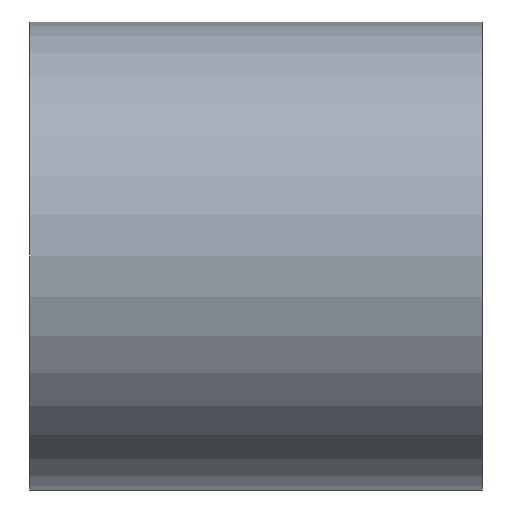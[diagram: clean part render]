
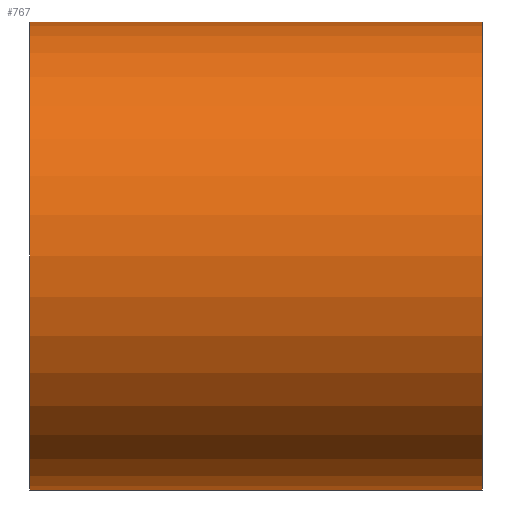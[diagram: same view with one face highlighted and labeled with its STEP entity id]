
A CAD part, left-side view. The second image highlights one B-rep face of the part: STEP entity #767.
In plain terms, the highlighted cylindrical face has radius 3.835 mm (diameter 7.67 mm), a partial arc.
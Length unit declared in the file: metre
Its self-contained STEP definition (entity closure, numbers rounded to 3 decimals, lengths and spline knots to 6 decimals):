
#5=DIRECTION('',(0.,1.,0.));
#6=VECTOR('',#5,0.007417);
#7=CARTESIAN_POINT('',(-0.007544,-0.003709,-0.003835));
#8=LINE('',#7,#6);
#93=CARTESIAN_POINT('',(-0.007544,0.003709,0.));
#94=DIRECTION('',(0.,1.,0.));
#95=DIRECTION('',(0.,0.,-1.));
#96=AXIS2_PLACEMENT_3D('',#93,#94,#95);
#98=CARTESIAN_POINT('',(-0.007544,-0.003709,0.));
#99=DIRECTION('',(0.,-1.,0.));
#100=DIRECTION('',(0.,0.,1.));
#101=AXIS2_PLACEMENT_3D('',#98,#99,#100);
#255=DIRECTION('',(0.,1.,0.));
#256=VECTOR('',#255,0.007417);
#257=CARTESIAN_POINT('',(-0.007544,-0.003709,0.003835));
#258=LINE('',#257,#256);
#605=CARTESIAN_POINT('',(-0.007544,0.003709,-0.003835));
#606=VERTEX_POINT('',#605);
#607=CARTESIAN_POINT('',(-0.007544,-0.003709,-0.003835));
#608=VERTEX_POINT('',#607);
#617=CARTESIAN_POINT('',(-0.007544,-0.003709,0.003835));
#618=VERTEX_POINT('',#617);
#619=CARTESIAN_POINT('',(-0.007544,0.003709,0.003835));
#620=VERTEX_POINT('',#619);
#754=CARTESIAN_POINT('',(-0.007544,-0.003709,0.));
#755=DIRECTION('',(0.,1.,0.));
#756=DIRECTION('',(1.,0.,0.));
#757=AXIS2_PLACEMENT_3D('',#754,#755,#756);
#758=CYLINDRICAL_SURFACE('',#757,0.003835);
#760=ORIENTED_EDGE('',*,*,#759,.T.);
#762=ORIENTED_EDGE('',*,*,#761,.F.);
#763=ORIENTED_EDGE('',*,*,#731,.T.);
#764=ORIENTED_EDGE('',*,*,#678,.T.);
#765=EDGE_LOOP('',(#760,#762,#763,#764));
#766=FACE_OUTER_BOUND('',#765,.F.);
#767=ADVANCED_FACE('',(#766),#758,.T.);
#97=CIRCLE('',#96,0.003835);
#102=CIRCLE('',#101,0.003835);
#678=EDGE_CURVE('',#608,#606,#8,.T.);
#731=EDGE_CURVE('',#618,#608,#102,.T.);
#759=EDGE_CURVE('',#606,#620,#97,.T.);
#761=EDGE_CURVE('',#618,#620,#258,.T.);
